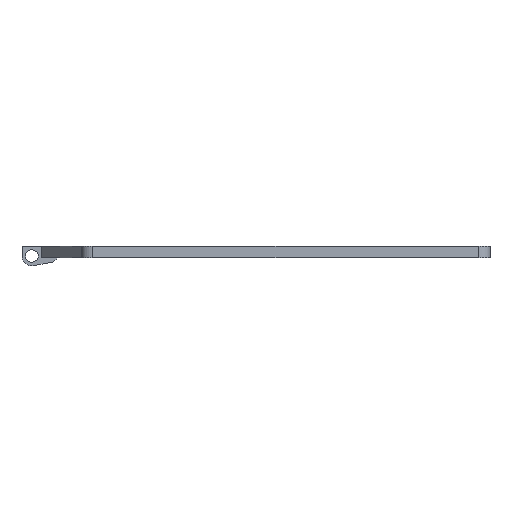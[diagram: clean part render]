
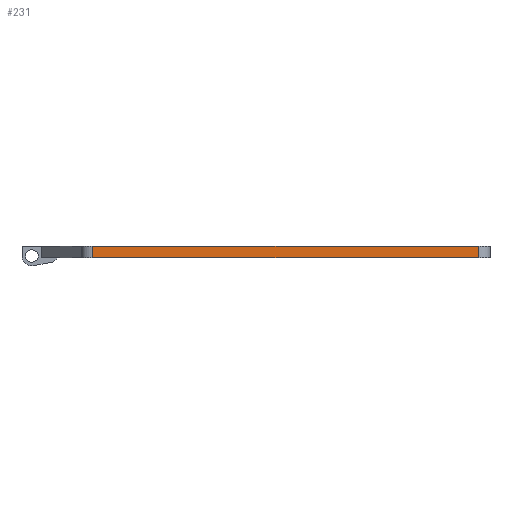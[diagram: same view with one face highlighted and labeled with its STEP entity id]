
A CAD part, front view. The second image highlights one B-rep face of the part: STEP entity #231.
In plain terms, the highlighted planar face has unit normal (0, -1, 0).
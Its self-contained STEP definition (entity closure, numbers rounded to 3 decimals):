
#130=FACE_OUTER_BOUND('',#523,.T.);
#231=ADVANCED_FACE('',(#130),#338,.F.);
#338=PLANE('',#2997);
#523=EDGE_LOOP('',(#948,#949,#950,#951));
#948=ORIENTED_EDGE('',*,*,#1617,.T.);
#949=ORIENTED_EDGE('',*,*,#1785,.F.);
#950=ORIENTED_EDGE('',*,*,#1633,.F.);
#951=ORIENTED_EDGE('',*,*,#1784,.T.);
#1388=VERTEX_POINT('',#4135);
#1389=VERTEX_POINT('',#4137);
#1404=VERTEX_POINT('',#4168);
#1405=VERTEX_POINT('',#4170);
#1617=EDGE_CURVE('',#1389,#1388,#2258,.T.);
#1633=EDGE_CURVE('',#1404,#1405,#2265,.T.);
#1784=EDGE_CURVE('',#1404,#1389,#2359,.T.);
#1785=EDGE_CURVE('',#1405,#1388,#2360,.T.);
#2258=LINE('',#4136,#2500);
#2265=LINE('',#4169,#2507);
#2359=LINE('',#4454,#2601);
#2360=LINE('',#4456,#2602);
#2500=VECTOR('',#3326,1.);
#2507=VECTOR('',#3353,1.);
#2601=VECTOR('',#3619,1.);
#2602=VECTOR('',#3622,1.);
#2997=AXIS2_PLACEMENT_3D('',#4457,#3623,#3624);
#3326=DIRECTION('',(-1.,0.,0.));
#3353=DIRECTION('',(-1.,0.,0.));
#3619=DIRECTION('',(0.,0.,1.));
#3622=DIRECTION('',(0.,0.,1.));
#3623=DIRECTION('',(0.,1.,0.));
#3624=DIRECTION('',(-1.,0.,0.));
#4135=CARTESIAN_POINT('',(12.4,1.025,0.));
#4136=CARTESIAN_POINT('',(110.4,1.025,0.));
#4137=CARTESIAN_POINT('',(110.4,1.025,0.));
#4168=CARTESIAN_POINT('',(110.4,1.025,-3.));
#4169=CARTESIAN_POINT('',(110.4,1.025,-3.));
#4170=CARTESIAN_POINT('',(12.4,1.025,-3.));
#4454=CARTESIAN_POINT('',(110.4,1.025,-3.));
#4456=CARTESIAN_POINT('',(12.4,1.025,-3.));
#4457=CARTESIAN_POINT('',(110.4,1.025,-3.));
